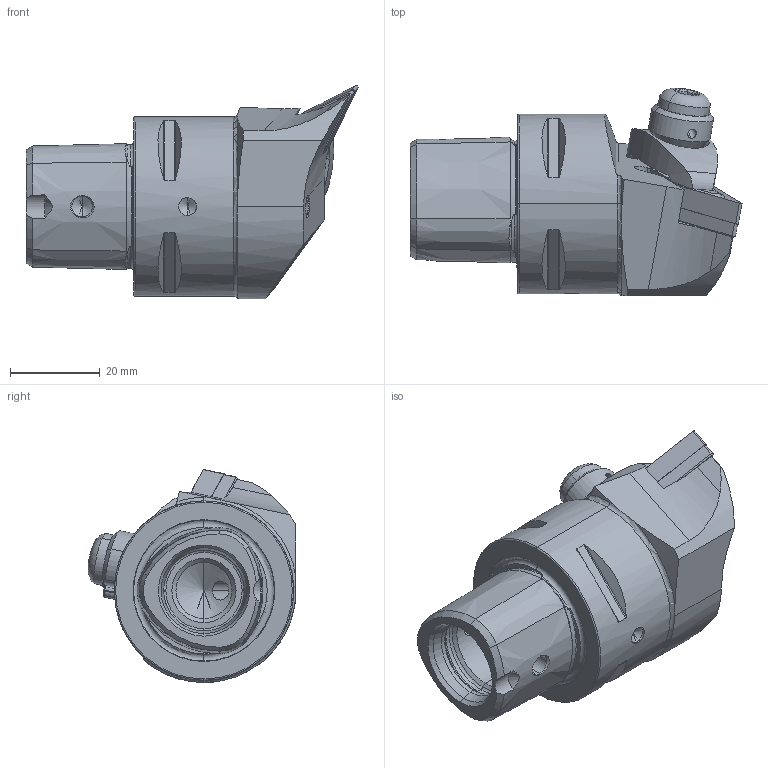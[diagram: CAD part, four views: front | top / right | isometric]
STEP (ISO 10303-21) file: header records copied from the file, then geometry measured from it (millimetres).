
FILE_DESCRIPTION (( 'STEP AP203' ), '1' );
FILE_NAME ('PS4-KVD.LPA.050.STEP', '2012-05-24T11:28:37', ( 'baer' ), ( 'Hewlett-Packard Company' ), 'SwSTEP 2.0', 'SolidWorks 2012', '' );
FILE_SCHEMA (( 'CONFIG_CONTROL_DESIGN' ));
Length unit declared in the file: millimetre
Products named in the file (11): PS4-KVD.LPA.050; KVT_MB_600_050; ISO 13337 - 3 x 12_PreviewCfg; WCC-ER4.103.032_A; WCC-ER5.102.005_A; WCC-ER5.102.012_B; WCC-ER3.102.024_C; VNMG160404; WCB-ER2.001.009_A; WVD-ER2.101.003_A; PS4-KVD.LPA.050_A
Assembly tree (10 placements, depth 2):
  PS4-KVD.LPA.050
    PS4-KVD.LPA.050_A
    WVD-ER2.101.003_A
    WCB-ER2.001.009_A
    VNMG160404
    WCC-ER3.102.024_C
    WCC-ER5.102.012_B
    WCC-ER5.102.005_A
    WCC-ER4.103.032_A
    ISO 13337 - 3 x 12_PreviewCfg
    KVT_MB_600_050
Bounding box: 74 x 46.34 x 47.5 mm (x, y, z)
Volume: 54758.1 mm3; surface area: 17749.6 mm2
Topology: 11 solids, 11 shells, 443 faces, 1078 edges, 649 vertices
Faces by surface type: cylinder 132, cone 129, plane 100, torus 66, bspline 12, sphere 4
Entity records: 15479 total; most frequent: CARTESIAN_POINT 4234, DIRECTION 2141, ORIENTED_EDGE 2114, EDGE_CURVE 1057, AXIS2_PLACEMENT_3D 878, VERTEX_POINT 646, EDGE_LOOP 475, FACE_OUTER_BOUND 443
